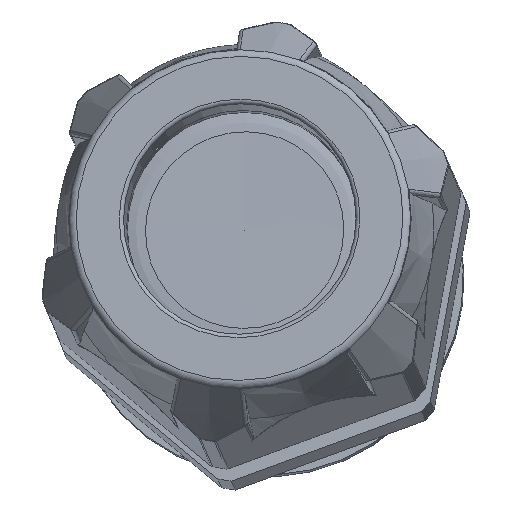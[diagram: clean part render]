
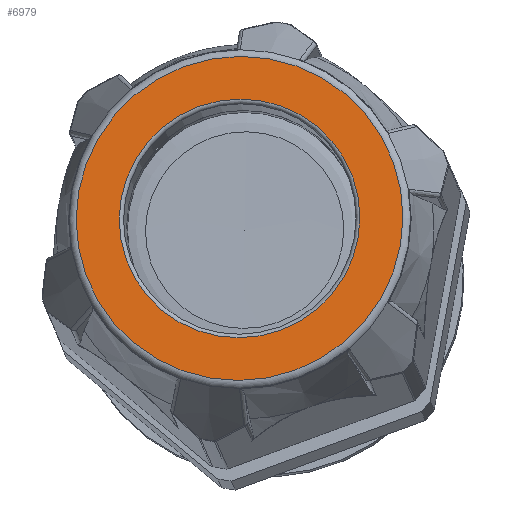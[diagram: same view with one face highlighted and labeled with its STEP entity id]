
A CAD part, left-side view. The second image highlights one B-rep face of the part: STEP entity #6979.
In plain terms, the highlighted face is planar.
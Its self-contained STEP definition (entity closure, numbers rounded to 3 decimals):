
#314=FACE_BOUND('',#2183,.T.);
#1351=PLANE('',#7820);
#1742=FACE_OUTER_BOUND('',#2182,.T.);
#2182=EDGE_LOOP('',(#6523));
#2183=EDGE_LOOP('',(#6524));
#2654=CIRCLE('',#7819,14.665);
#2655=CIRCLE('',#7821,19.912);
#3513=VERTEX_POINT('',#17915);
#3514=VERTEX_POINT('',#17918);
#4522=EDGE_CURVE('',#3513,#3513,#2654,.T.);
#4523=EDGE_CURVE('',#3514,#3514,#2655,.T.);
#6523=ORIENTED_EDGE('',*,*,#4523,.F.);
#6524=ORIENTED_EDGE('',*,*,#4522,.T.);
#6979=ADVANCED_FACE('',(#1742,#314),#1351,.T.);
#7819=AXIS2_PLACEMENT_3D('',#17916,#9767,#9768);
#7820=AXIS2_PLACEMENT_3D('',#17917,#9769,#9770);
#7821=AXIS2_PLACEMENT_3D('',#17919,#9771,#9772);
#9767=DIRECTION('center_axis',(1.,0.,0.));
#9768=DIRECTION('ref_axis',(0.,0.,-1.));
#9769=DIRECTION('center_axis',(-1.,0.,0.));
#9770=DIRECTION('ref_axis',(0.,0.,1.));
#9771=DIRECTION('center_axis',(1.,0.,0.));
#9772=DIRECTION('ref_axis',(0.,0.,-1.));
#17915=CARTESIAN_POINT('',(-34.41,14.665,0.));
#17916=CARTESIAN_POINT('Origin',(-34.41,0.,0.));
#17917=CARTESIAN_POINT('Origin',(-34.41,19.912,0.));
#17918=CARTESIAN_POINT('',(-34.41,19.912,0.));
#17919=CARTESIAN_POINT('Origin',(-34.41,0.,0.));
